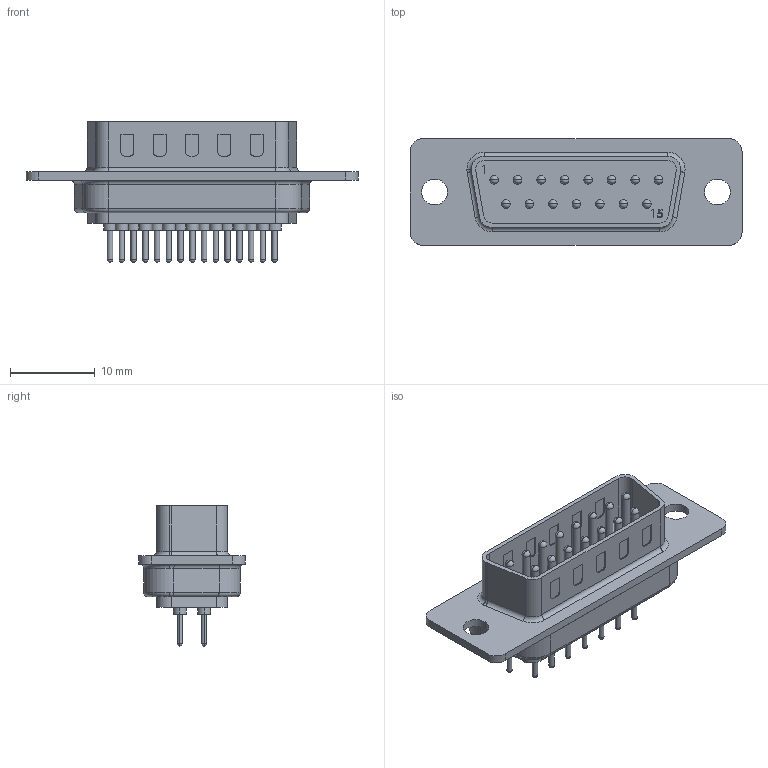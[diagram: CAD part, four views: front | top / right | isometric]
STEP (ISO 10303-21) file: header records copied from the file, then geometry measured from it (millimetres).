
FILE_DESCRIPTION (( 'STEP AP214' ), '1' );
FILE_NAME ('SD15P-PC.STEP', '2019-07-19T12:34:18', ( '' ), ( '' ), 'SwSTEP 2.0', 'SolidWorks 2018', '' );
FILE_SCHEMA (( 'AUTOMOTIVE_DESIGN' ));
Length unit declared in the file: inch
Products named in the file (1): SD15P-PC
Bounding box: 39.12 x 12.55 x 16.56 mm (x, y, z)
Volume: 2133.4 mm3; surface area: 2558.2 mm2
Topology: 1 solids, 1 shells, 424 faces, 1107 edges, 697 vertices
Faces by surface type: cylinder 174, plane 162, sphere 60, torus 20, bspline 8
Entity records: 17159 total; most frequent: CARTESIAN_POINT 2569, DIRECTION 2240, ORIENTED_EDGE 1974, EDGE_CURVE 987, AXIS2_PLACEMENT_3D 852, VERTEX_POINT 637, LINE 536, VECTOR 536
